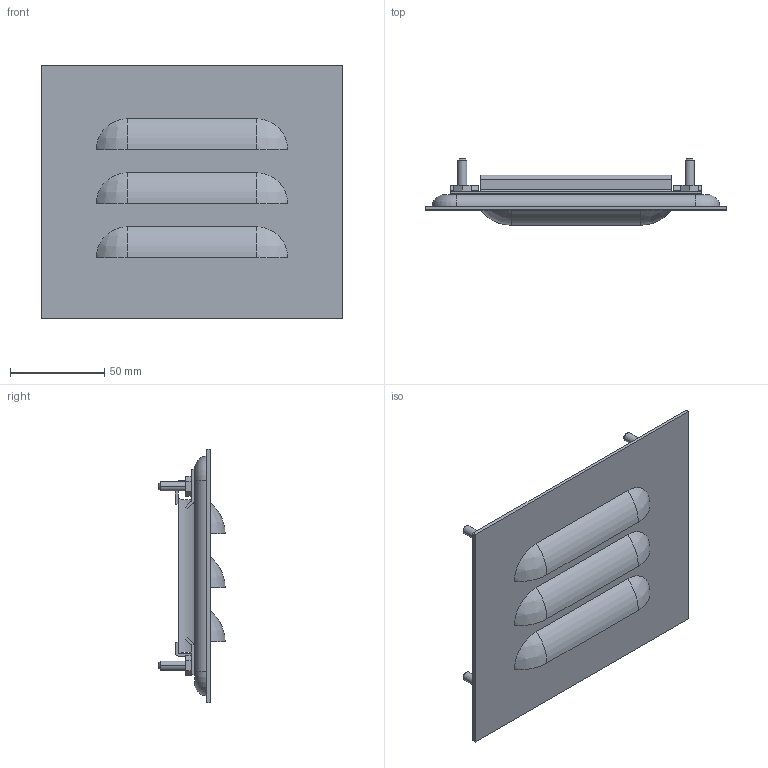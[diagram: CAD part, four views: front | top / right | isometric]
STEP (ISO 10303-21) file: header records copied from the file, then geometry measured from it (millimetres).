
FILE_DESCRIPTION (( 'STEP AP203' ), '1' );
FILE_NAME ('1481L3R56GY_Default.step', '2019-11-12T17:01:52', ( '' ), ( '' ), 'SwSTEP 2.0', 'SolidWorks 2019', '' );
FILE_SCHEMA (( 'CONFIG_CONTROL_DESIGN' ));
Length unit declared in the file: inch
Products named in the file (1): 1481L3R56GY_Default
Bounding box: 160.22 x 35.15 x 134.82 mm (x, y, z)
Volume: 143243.5 mm3; surface area: 113434.7 mm2
Topology: 13 solids, 14 shells, 240 faces, 570 edges, 358 vertices
Faces by surface type: plane 138, cylinder 70, cone 16, bspline 12, torus 4
Entity records: 7333 total; most frequent: CARTESIAN_POINT 1645, DIRECTION 1174, ORIENTED_EDGE 1132, EDGE_CURVE 566, AXIS2_PLACEMENT_3D 395, LINE 384, VECTOR 384, VERTEX_POINT 358
